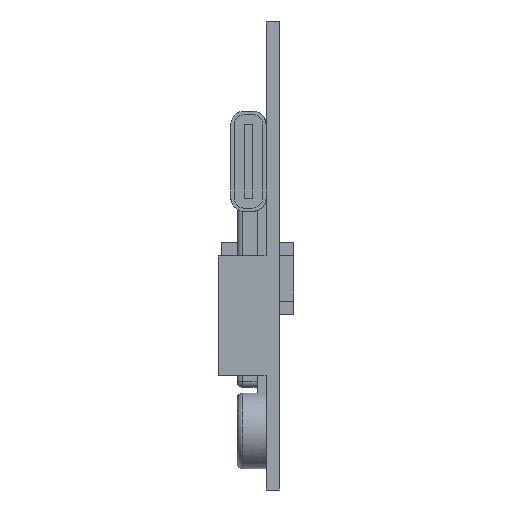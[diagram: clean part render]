
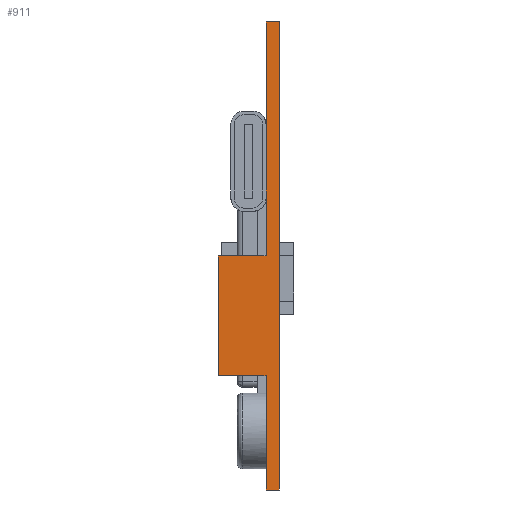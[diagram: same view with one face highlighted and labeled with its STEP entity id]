
A CAD part, left-side view. The second image highlights one B-rep face of the part: STEP entity #911.
In plain terms, the highlighted free-form (B-spline) face has degree [1, 1] with [2, 2] control points.
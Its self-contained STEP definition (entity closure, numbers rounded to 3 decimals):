
#166 = VERTEX_POINT('',#167);
#167 = CARTESIAN_POINT('',(-66.933,0.,14.293));
#180 = VERTEX_POINT('',#181);
#181 = CARTESIAN_POINT('',(-66.933,0.,29.283));
#186 = EDGE_CURVE('',#187,#180,#189,.T.);
#187 = VERTEX_POINT('',#188);
#188 = CARTESIAN_POINT('',(-66.933,0.,36.534));
#189 = B_SPLINE_CURVE_WITH_KNOTS('',1,(#190,#191),.UNSPECIFIED.,.F.,.F.,
  (2,2),(0.,5.2),.PIECEWISE_BEZIER_KNOTS.);
#190 = CARTESIAN_POINT('',(-66.933,0.,36.534));
#191 = CARTESIAN_POINT('',(-66.933,0.,29.283));
#208 = VERTEX_POINT('',#209);
#209 = CARTESIAN_POINT('',(-66.933,0.,45.737));
#214 = EDGE_CURVE('',#215,#208,#217,.T.);
#215 = VERTEX_POINT('',#216);
#216 = CARTESIAN_POINT('',(-66.933,0.,58.566));
#217 = B_SPLINE_CURVE_WITH_KNOTS('',1,(#218,#219),.UNSPECIFIED.,.F.,.F.,
  (2,2),(0.,9.2),.PIECEWISE_BEZIER_KNOTS.);
#218 = CARTESIAN_POINT('',(-66.933,0.,58.566));
#219 = CARTESIAN_POINT('',(-66.933,0.,45.737));
#320 = VERTEX_POINT('',#321);
#321 = CARTESIAN_POINT('',(-66.933,0.,0.));
#326 = EDGE_CURVE('',#166,#320,#327,.T.);
#327 = B_SPLINE_CURVE_WITH_KNOTS('',1,(#328,#329),.UNSPECIFIED.,.F.,.F.,
  (2,2),(0.,10.25),.PIECEWISE_BEZIER_KNOTS.);
#328 = CARTESIAN_POINT('',(-66.933,0.,14.293));
#329 = CARTESIAN_POINT('',(-66.933,0.,0.));
#600 = VERTEX_POINT('',#601);
#601 = CARTESIAN_POINT('',(-66.933,-1.673,
    58.566));
#606 = EDGE_CURVE('',#600,#607,#609,.T.);
#607 = VERTEX_POINT('',#608);
#608 = CARTESIAN_POINT('',(-66.933,-1.673,0.));
#609 = B_SPLINE_CURVE_WITH_KNOTS('',1,(#610,#611),.UNSPECIFIED.,.F.,.F.,
  (2,2),(0.,42.),.PIECEWISE_BEZIER_KNOTS.);
#610 = CARTESIAN_POINT('',(-66.933,-1.673,
    58.566));
#611 = CARTESIAN_POINT('',(-66.933,-1.673,0.));
#902 = EDGE_CURVE('',#607,#320,#903,.T.);
#903 = B_SPLINE_CURVE_WITH_KNOTS('',1,(#904,#905),.UNSPECIFIED.,.F.,.F.,
  (2,2),(0.,1.2),.PIECEWISE_BEZIER_KNOTS.);
#904 = CARTESIAN_POINT('',(-66.933,-1.673,0.));
#905 = CARTESIAN_POINT('',(-66.933,0.,0.));
#911 = ADVANCED_FACE('',(#912),#948,.F.);
#912 = FACE_BOUND('',#913,.T.);
#913 = EDGE_LOOP('',(#914,#915,#920,#921,#928,#935,#940,#941,#942,#943)
  );
#914 = ORIENTED_EDGE('',*,*,#214,.T.);
#915 = ORIENTED_EDGE('',*,*,#916,.T.);
#916 = EDGE_CURVE('',#208,#187,#917,.T.);
#917 = B_SPLINE_CURVE_WITH_KNOTS('',1,(#918,#919),.UNSPECIFIED.,.F.,.F.,
  (2,2),(0.,6.6),.PIECEWISE_BEZIER_KNOTS.);
#918 = CARTESIAN_POINT('',(-66.933,0.,45.737));
#919 = CARTESIAN_POINT('',(-66.933,0.,36.534));
#920 = ORIENTED_EDGE('',*,*,#186,.T.);
#921 = ORIENTED_EDGE('',*,*,#922,.F.);
#922 = EDGE_CURVE('',#923,#180,#925,.T.);
#923 = VERTEX_POINT('',#924);
#924 = CARTESIAN_POINT('',(-66.933,5.996,29.283)
  );
#925 = B_SPLINE_CURVE_WITH_KNOTS('',1,(#926,#927),.UNSPECIFIED.,.F.,.F.,
  (2,2),(0.,4.3),.PIECEWISE_BEZIER_KNOTS.);
#926 = CARTESIAN_POINT('',(-66.933,5.996,29.283)
  );
#927 = CARTESIAN_POINT('',(-66.933,0.,29.283));
#928 = ORIENTED_EDGE('',*,*,#929,.F.);
#929 = EDGE_CURVE('',#930,#923,#932,.T.);
#930 = VERTEX_POINT('',#931);
#931 = CARTESIAN_POINT('',(-66.933,5.996,14.293
    ));
#932 = B_SPLINE_CURVE_WITH_KNOTS('',1,(#933,#934),.UNSPECIFIED.,.F.,.F.,
  (2,2),(0.,10.75),.PIECEWISE_BEZIER_KNOTS.);
#933 = CARTESIAN_POINT('',(-66.933,5.996,14.293
    ));
#934 = CARTESIAN_POINT('',(-66.933,5.996,29.283)
  );
#935 = ORIENTED_EDGE('',*,*,#936,.F.);
#936 = EDGE_CURVE('',#166,#930,#937,.T.);
#937 = B_SPLINE_CURVE_WITH_KNOTS('',1,(#938,#939),.UNSPECIFIED.,.F.,.F.,
  (2,2),(0.,4.3),.PIECEWISE_BEZIER_KNOTS.);
#938 = CARTESIAN_POINT('',(-66.933,0.,14.293));
#939 = CARTESIAN_POINT('',(-66.933,5.996,14.293
    ));
#940 = ORIENTED_EDGE('',*,*,#326,.T.);
#941 = ORIENTED_EDGE('',*,*,#902,.F.);
#942 = ORIENTED_EDGE('',*,*,#606,.F.);
#943 = ORIENTED_EDGE('',*,*,#944,.T.);
#944 = EDGE_CURVE('',#600,#215,#945,.T.);
#945 = B_SPLINE_CURVE_WITH_KNOTS('',1,(#946,#947),.UNSPECIFIED.,.F.,.F.,
  (2,2),(0.,1.2),.PIECEWISE_BEZIER_KNOTS.);
#946 = CARTESIAN_POINT('',(-66.933,-1.673,
    58.566));
#947 = CARTESIAN_POINT('',(-66.933,0.,58.566));
#948 = B_SPLINE_SURFACE_WITH_KNOTS('',1,1,(
    (#949,#950)
    ,(#951,#952
    )),.UNSPECIFIED.,.F.,.F.,.F.,(2,2),(2,2),(0.,42.),(0.,5.5),
  .PIECEWISE_BEZIER_KNOTS.);
#949 = CARTESIAN_POINT('',(-66.933,-1.673,
    58.566));
#950 = CARTESIAN_POINT('',(-66.933,5.996,58.566
    ));
#951 = CARTESIAN_POINT('',(-66.933,-1.673,0.));
#952 = CARTESIAN_POINT('',(-66.933,5.996,0.));
